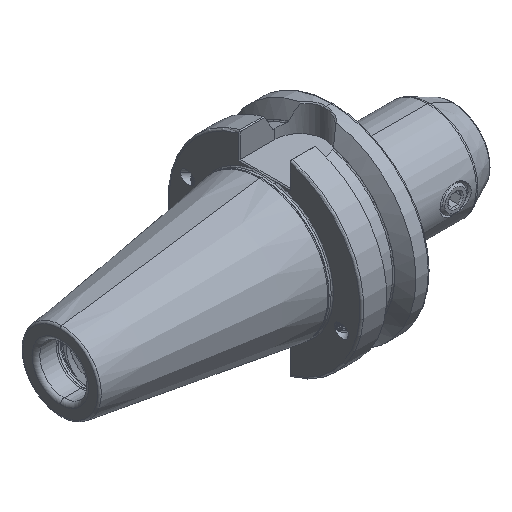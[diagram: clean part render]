
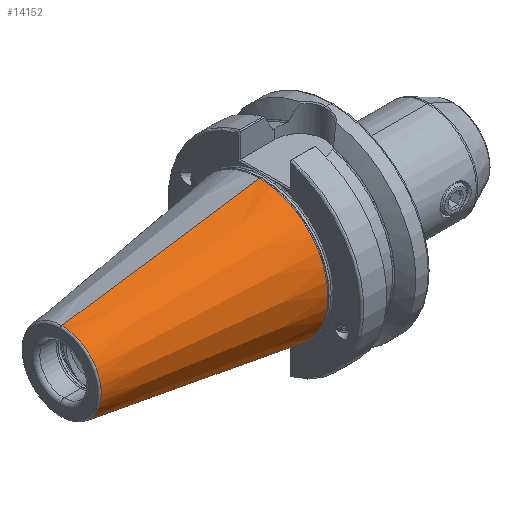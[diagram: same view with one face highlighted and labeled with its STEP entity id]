
A CAD part, isometric view. The second image highlights one B-rep face of the part: STEP entity #14152.
In plain terms, the highlighted conical face has half-angle 8.297 degrees and reference radius 34.998 mm.
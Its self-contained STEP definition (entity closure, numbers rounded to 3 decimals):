
#509 = DIRECTION ( 'NONE',  ( 1., 0., 0. ) ) ;
#543 = DIRECTION ( 'NONE',  ( 0., 0., -1. ) ) ;
#549 = CARTESIAN_POINT ( 'NONE',  ( -2.5, 0., 0. ) ) ;
#4019 = AXIS2_PLACEMENT_3D ( 'NONE', #549, #509, #543 ) ;
#4574 = EDGE_CURVE ( 'NONE', #4665, #4719, #4981, .T. ) ;
#4602 = EDGE_CURVE ( 'NONE', #4642, #4635, #5018, .T. ) ;
#4635 = VERTEX_POINT ( 'NONE', #5769 ) ;
#4642 = VERTEX_POINT ( 'NONE', #5824 ) ;
#4665 = VERTEX_POINT ( 'NONE', #5835 ) ;
#4719 = VERTEX_POINT ( 'NONE', #5858 ) ;
#4981 = LINE ( 'NONE', #5471, #5025 ) ;
#5018 = LINE ( 'NONE', #5568, #5030 ) ;
#5025 = VECTOR ( 'NONE', #5472, 1000. ) ;
#5030 = VECTOR ( 'NONE', #5617, 1000. ) ;
#5262 = CIRCLE ( 'NONE', #13985, 20.204 ) ;
#5288 = CIRCLE ( 'NONE', #13963, 34.998 ) ;
#5471 = CARTESIAN_POINT ( 'NONE',  ( -2.5, 0., -34.998 ) ) ;
#5472 = DIRECTION ( 'NONE',  ( 0.99, 0., -0.144 ) ) ;
#5568 = CARTESIAN_POINT ( 'NONE',  ( -2.5, 0., 34.998 ) ) ;
#5617 = DIRECTION ( 'NONE',  ( 0.99, 0., 0.144 ) ) ;
#5769 = CARTESIAN_POINT ( 'NONE',  ( -2.5, 0., 34.998 ) ) ;
#5824 = CARTESIAN_POINT ( 'NONE',  ( -103.944, 0., 20.204 ) ) ;
#5835 = CARTESIAN_POINT ( 'NONE',  ( -103.944, 0., -20.204 ) ) ;
#5858 = CARTESIAN_POINT ( 'NONE',  ( -2.5, 0., -34.998 ) ) ;
#8136 = EDGE_CURVE ( 'NONE', #4642, #4665, #5262, .T. ) ;
#8152 = EDGE_CURVE ( 'NONE', #4635, #4719, #5288, .T. ) ;
#13093 = EDGE_LOOP ( 'NONE', ( #15070, #17100, #17116, #17117 ) ) ;
#13638 = CARTESIAN_POINT ( 'NONE',  ( -103.944, 0., 0. ) ) ;
#13648 = DIRECTION ( 'NONE',  ( 0., 0., -1. ) ) ;
#13673 = DIRECTION ( 'NONE',  ( 1., 0., 0. ) ) ;
#13734 = CARTESIAN_POINT ( 'NONE',  ( -2.5, 0., 0. ) ) ;
#13798 = DIRECTION ( 'NONE',  ( 1., 0., 0. ) ) ;
#13815 = DIRECTION ( 'NONE',  ( 0., 0., -1. ) ) ;
#13963 = AXIS2_PLACEMENT_3D ( 'NONE', #13734, #13798, #13815 ) ;
#13985 = AXIS2_PLACEMENT_3D ( 'NONE', #13638, #13673, #13648 ) ;
#14152 = ADVANCED_FACE ( 'NONE', ( #14505 ), #14603, .T. ) ;
#14505 = FACE_OUTER_BOUND ( 'NONE', #13093, .T. ) ;
#14603 = CONICAL_SURFACE ( 'NONE', #4019, 34.998, 0.145 ) ;
#15070 = ORIENTED_EDGE ( 'NONE', *, *, #4602, .F. ) ;
#17100 = ORIENTED_EDGE ( 'NONE', *, *, #8136, .T. ) ;
#17116 = ORIENTED_EDGE ( 'NONE', *, *, #4574, .T. ) ;
#17117 = ORIENTED_EDGE ( 'NONE', *, *, #8152, .F. ) ;
